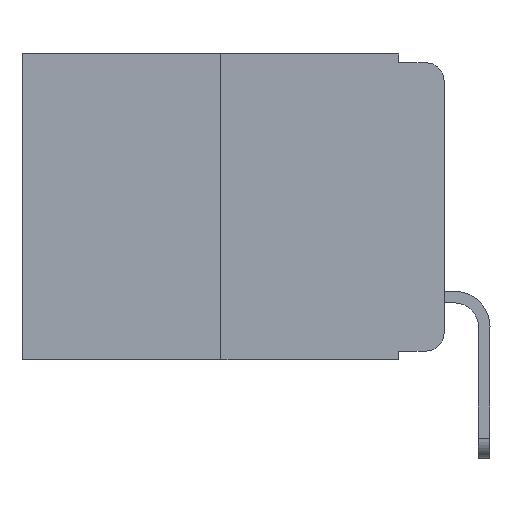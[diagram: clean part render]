
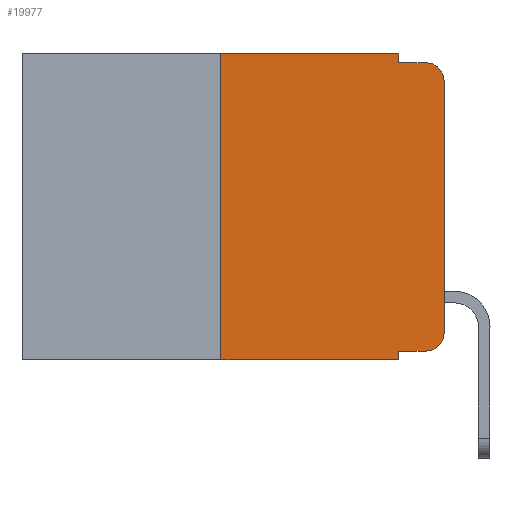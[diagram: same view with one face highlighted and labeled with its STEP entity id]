
A CAD part, left-side view. The second image highlights one B-rep face of the part: STEP entity #19977.
In plain terms, the highlighted planar face has unit normal (-1, 0, 0).
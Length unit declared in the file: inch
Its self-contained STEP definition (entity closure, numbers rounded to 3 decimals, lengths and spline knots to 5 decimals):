
#6 = CARTESIAN_POINT ( 'NONE',  ( 0., 0.02, -0.01 ) ) ;
#147 = EDGE_CURVE ( 'NONE', #5472, #3114, #2275, .T. ) ;
#906 = ORIENTED_EDGE ( 'NONE', *, *, #20308, .F. ) ;
#1104 = DIRECTION ( 'NONE',  ( 0., 0., -1. ) ) ;
#1490 = VERTEX_POINT ( 'NONE', #8597 ) ;
#2243 = LINE ( 'NONE', #7583, #15830 ) ;
#2275 = LINE ( 'NONE', #4933, #5992 ) ;
#2414 = DIRECTION ( 'NONE',  ( -1., 0., 0. ) ) ;
#2638 = CARTESIAN_POINT ( 'NONE',  ( 0., 0., -0.03 ) ) ;
#2723 = LINE ( 'NONE', #5330, #2965 ) ;
#2750 = LINE ( 'NONE', #7716, #12594 ) ;
#2918 = AXIS2_PLACEMENT_3D ( 'NONE', #10603, #18536, #1104 ) ;
#2965 = VECTOR ( 'NONE', #18018, 39.37008 ) ;
#3024 = PLANE ( 'NONE',  #11332 ) ;
#3114 = VERTEX_POINT ( 'NONE', #14657 ) ;
#3223 = CARTESIAN_POINT ( 'NONE',  ( 0., 0.25, -0.343 ) ) ;
#3264 = VECTOR ( 'NONE', #11863, 39.37008 ) ;
#3394 = LINE ( 'NONE', #4035, #7787 ) ;
#4035 = CARTESIAN_POINT ( 'NONE',  ( 0., 0.25, 0. ) ) ;
#4499 = LINE ( 'NONE', #18299, #3264 ) ;
#4712 = DIRECTION ( 'NONE',  ( 0., 0., 1. ) ) ;
#4933 = CARTESIAN_POINT ( 'NONE',  ( 0., 0.473, -0.343 ) ) ;
#5098 = EDGE_CURVE ( 'NONE', #9557, #16447, #7332, .T. ) ;
#5330 = CARTESIAN_POINT ( 'NONE',  ( 0., 0.051, 0. ) ) ;
#5472 = VERTEX_POINT ( 'NONE', #3223 ) ;
#5616 = VERTEX_POINT ( 'NONE', #16525 ) ;
#5669 = CARTESIAN_POINT ( 'NONE',  ( 0., 0.051, -0.333 ) ) ;
#5794 = ORIENTED_EDGE ( 'NONE', *, *, #18723, .F. ) ;
#5992 = VECTOR ( 'NONE', #19193, 39.37008 ) ;
#6259 = DIRECTION ( 'NONE',  ( 1., 0., 0. ) ) ;
#6946 = LINE ( 'NONE', #13840, #16810 ) ;
#7332 = CIRCLE ( 'NONE', #14960, 0.02 ) ;
#7461 = DIRECTION ( 'NONE',  ( 0., -1., 0. ) ) ;
#7583 = CARTESIAN_POINT ( 'NONE',  ( 0., 0.051, -0.01 ) ) ;
#7716 = CARTESIAN_POINT ( 'NONE',  ( 0., 0.051, -0.333 ) ) ;
#7787 = VECTOR ( 'NONE', #15116, 39.37008 ) ;
#7941 = CIRCLE ( 'NONE', #2918, 0.02 ) ;
#8535 = CARTESIAN_POINT ( 'NONE',  ( 0., 0.02, -0.03 ) ) ;
#8597 = CARTESIAN_POINT ( 'NONE',  ( 0., 0.25, 0. ) ) ;
#8807 = EDGE_CURVE ( 'NONE', #11202, #15122, #2750, .T. ) ;
#9007 = ORIENTED_EDGE ( 'NONE', *, *, #10923, .T. ) ;
#9178 = VERTEX_POINT ( 'NONE', #20227 ) ;
#9540 = ORIENTED_EDGE ( 'NONE', *, *, #10708, .F. ) ;
#9557 = VERTEX_POINT ( 'NONE', #2638 ) ;
#10603 = CARTESIAN_POINT ( 'NONE',  ( 0., 0.02, -0.313 ) ) ;
#10705 = ORIENTED_EDGE ( 'NONE', *, *, #11297, .F. ) ;
#10708 = EDGE_CURVE ( 'NONE', #5472, #1490, #3394, .T. ) ;
#10923 = EDGE_CURVE ( 'NONE', #5616, #9557, #15337, .T. ) ;
#11069 = ORIENTED_EDGE ( 'NONE', *, *, #147, .T. ) ;
#11090 = CARTESIAN_POINT ( 'NONE',  ( 0., 0., 0. ) ) ;
#11202 = VERTEX_POINT ( 'NONE', #5669 ) ;
#11297 = EDGE_CURVE ( 'NONE', #15465, #16447, #2243, .T. ) ;
#11332 = AXIS2_PLACEMENT_3D ( 'NONE', #17330, #6259, #17259 ) ;
#11354 = EDGE_CURVE ( 'NONE', #11202, #3114, #6946, .T. ) ;
#11863 = DIRECTION ( 'NONE',  ( 0., -1., 0. ) ) ;
#12131 = EDGE_LOOP ( 'NONE', ( #9007, #13734, #10705, #906, #5794, #9540, #11069, #12423, #18340, #17961 ) ) ;
#12423 = ORIENTED_EDGE ( 'NONE', *, *, #11354, .F. ) ;
#12594 = VECTOR ( 'NONE', #16457, 39.37008 ) ;
#13058 = FACE_OUTER_BOUND ( 'NONE', #12131, .T. ) ;
#13734 = ORIENTED_EDGE ( 'NONE', *, *, #5098, .T. ) ;
#13840 = CARTESIAN_POINT ( 'NONE',  ( 0., 0.051, 0. ) ) ;
#14657 = CARTESIAN_POINT ( 'NONE',  ( 0., 0.051, -0.343 ) ) ;
#14960 = AXIS2_PLACEMENT_3D ( 'NONE', #8535, #2414, #18073 ) ;
#15116 = DIRECTION ( 'NONE',  ( 0., 0., 1. ) ) ;
#15122 = VERTEX_POINT ( 'NONE', #15621 ) ;
#15229 = DIRECTION ( 'NONE',  ( 0., 0., -1. ) ) ;
#15337 = LINE ( 'NONE', #11090, #16574 ) ;
#15465 = VERTEX_POINT ( 'NONE', #18305 ) ;
#15621 = CARTESIAN_POINT ( 'NONE',  ( 0., 0.02, -0.333 ) ) ;
#15830 = VECTOR ( 'NONE', #7461, 39.37008 ) ;
#16447 = VERTEX_POINT ( 'NONE', #6 ) ;
#16457 = DIRECTION ( 'NONE',  ( 0., -1., 0. ) ) ;
#16525 = CARTESIAN_POINT ( 'NONE',  ( 0., 0., -0.313 ) ) ;
#16574 = VECTOR ( 'NONE', #4712, 39.37008 ) ;
#16810 = VECTOR ( 'NONE', #15229, 39.37008 ) ;
#17259 = DIRECTION ( 'NONE',  ( 0., 0., -1. ) ) ;
#17330 = CARTESIAN_POINT ( 'NONE',  ( 0., 0.473, 0. ) ) ;
#17961 = ORIENTED_EDGE ( 'NONE', *, *, #19408, .T. ) ;
#18018 = DIRECTION ( 'NONE',  ( 0., 0., -1. ) ) ;
#18073 = DIRECTION ( 'NONE',  ( 0., 0., -1. ) ) ;
#18299 = CARTESIAN_POINT ( 'NONE',  ( 0., 0.473, 0. ) ) ;
#18305 = CARTESIAN_POINT ( 'NONE',  ( 0., 0.051, -0.01 ) ) ;
#18340 = ORIENTED_EDGE ( 'NONE', *, *, #8807, .T. ) ;
#18536 = DIRECTION ( 'NONE',  ( -1., 0., 0. ) ) ;
#18723 = EDGE_CURVE ( 'NONE', #1490, #9178, #4499, .T. ) ;
#19193 = DIRECTION ( 'NONE',  ( 0., -1., 0. ) ) ;
#19408 = EDGE_CURVE ( 'NONE', #15122, #5616, #7941, .T. ) ;
#19977 = ADVANCED_FACE ( 'NONE', ( #13058 ), #3024, .F. ) ;
#20227 = CARTESIAN_POINT ( 'NONE',  ( 0., 0.051, 0. ) ) ;
#20308 = EDGE_CURVE ( 'NONE', #9178, #15465, #2723, .T. ) ;
